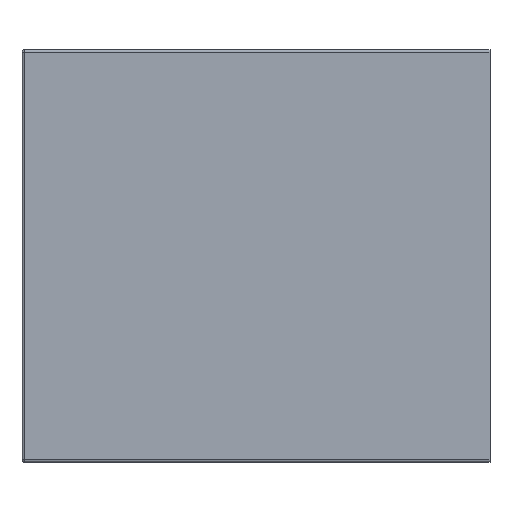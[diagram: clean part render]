
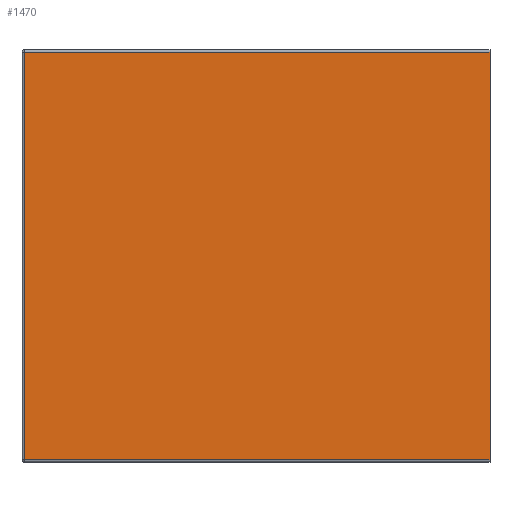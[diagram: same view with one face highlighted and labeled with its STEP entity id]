
A CAD part, front view. The second image highlights one B-rep face of the part: STEP entity #1470.
In plain terms, the highlighted planar face has unit normal (0, -1, 0).
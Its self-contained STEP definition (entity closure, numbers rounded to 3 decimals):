
#119=FACE_OUTER_BOUND('',#208,.T.);
#208=EDGE_LOOP('',(#1183,#1184,#1185,#1186));
#391=LINE('',#2406,#532);
#392=LINE('',#2409,#533);
#393=LINE('',#2411,#534);
#394=LINE('',#2412,#535);
#532=VECTOR('',#1960,10.);
#533=VECTOR('',#1963,10.);
#534=VECTOR('',#1964,10.);
#535=VECTOR('',#1965,10.);
#672=VERTEX_POINT('',#2395);
#677=VERTEX_POINT('',#2404);
#678=VERTEX_POINT('',#2408);
#679=VERTEX_POINT('',#2410);
#855=EDGE_CURVE('',#677,#672,#391,.T.);
#856=EDGE_CURVE('',#678,#677,#392,.T.);
#857=EDGE_CURVE('',#679,#678,#393,.T.);
#858=EDGE_CURVE('',#672,#679,#394,.T.);
#1183=ORIENTED_EDGE('',*,*,#855,.F.);
#1184=ORIENTED_EDGE('',*,*,#856,.F.);
#1185=ORIENTED_EDGE('',*,*,#857,.F.);
#1186=ORIENTED_EDGE('',*,*,#858,.F.);
#1396=PLANE('',#1626);
#1470=ADVANCED_FACE('',(#119),#1396,.T.);
#1626=AXIS2_PLACEMENT_3D('',#2407,#1961,#1962);
#1960=DIRECTION('',(0.,0.,-1.));
#1961=DIRECTION('center_axis',(0.,-1.,0.));
#1962=DIRECTION('ref_axis',(0.,0.,-1.));
#1963=DIRECTION('',(1.,0.,0.));
#1964=DIRECTION('',(0.,0.,1.));
#1965=DIRECTION('',(-1.,0.,0.));
#2395=CARTESIAN_POINT('',(0.,-9.4,-74.));
#2404=CARTESIAN_POINT('',(0.,-9.4,74.));
#2406=CARTESIAN_POINT('',(0.,-9.4,-37.5));
#2407=CARTESIAN_POINT('Origin',(0.,-9.4,0.));
#2408=CARTESIAN_POINT('',(-169.,-9.4,74.));
#2409=CARTESIAN_POINT('',(85.,-9.4,74.));
#2410=CARTESIAN_POINT('',(-169.,-9.4,-74.));
#2411=CARTESIAN_POINT('',(-169.,-9.4,37.5));
#2412=CARTESIAN_POINT('',(-85.,-9.4,-74.));
